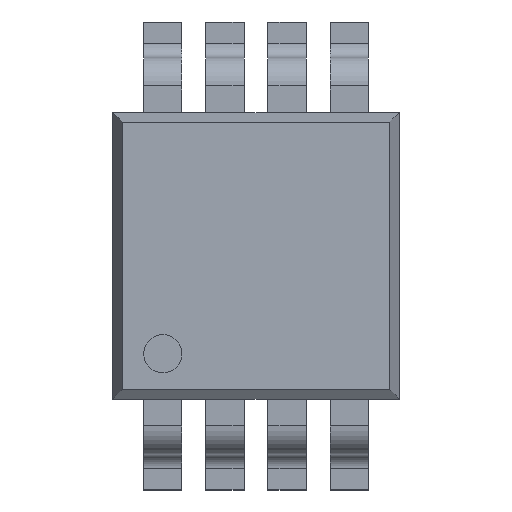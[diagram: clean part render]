
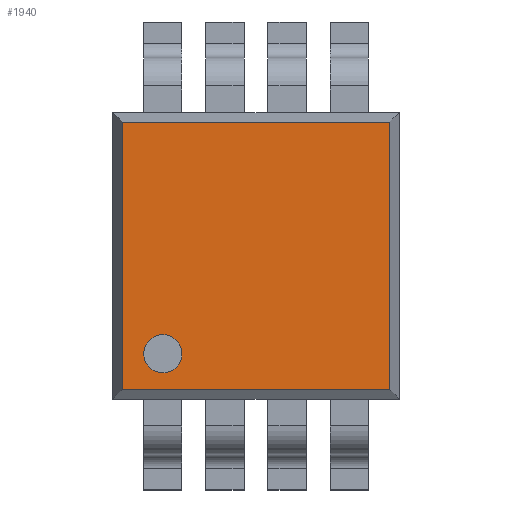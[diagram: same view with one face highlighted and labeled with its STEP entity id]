
A CAD part, top view. The second image highlights one B-rep face of the part: STEP entity #1940.
In plain terms, the highlighted planar face has unit normal (0, 0, 1).
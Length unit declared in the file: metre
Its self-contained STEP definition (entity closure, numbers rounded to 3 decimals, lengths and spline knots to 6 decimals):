
#135=CIRCLE('',#2240,0.0002);
#633=ORIENTED_EDGE('',*,*,#929,.T.);
#634=ORIENTED_EDGE('',*,*,#930,.T.);
#635=ORIENTED_EDGE('',*,*,#931,.T.);
#636=ORIENTED_EDGE('',*,*,#932,.T.);
#637=ORIENTED_EDGE('',*,*,#933,.T.);
#929=EDGE_CURVE('',#1115,#1116,#1313,.T.);
#930=EDGE_CURVE('',#1116,#1117,#1314,.T.);
#931=EDGE_CURVE('',#1117,#1118,#1315,.T.);
#932=EDGE_CURVE('',#1118,#1115,#1316,.T.);
#933=EDGE_CURVE('',#1119,#1119,#135,.F.);
#1115=VERTEX_POINT('',#3362);
#1116=VERTEX_POINT('',#3363);
#1117=VERTEX_POINT('',#3365);
#1118=VERTEX_POINT('',#3367);
#1119=VERTEX_POINT('',#3370);
#1313=LINE('',#3361,#1517);
#1314=LINE('',#3364,#1518);
#1315=LINE('',#3366,#1519);
#1316=LINE('',#3368,#1520);
#1517=VECTOR('',#2789,1.);
#1518=VECTOR('',#2790,1.);
#1519=VECTOR('',#2791,1.);
#1520=VECTOR('',#2792,1.);
#1633=EDGE_LOOP('',(#633,#634,#635,#636));
#1634=EDGE_LOOP('',(#637));
#1747=FACE_BOUND('',#1633,.T.);
#1748=FACE_BOUND('',#1634,.T.);
#1829=PLANE('',#2239);
#1940=ADVANCED_FACE('',(#1747,#1748),#1829,.T.);
#2239=AXIS2_PLACEMENT_3D('',#3360,#2787,#2788);
#2240=AXIS2_PLACEMENT_3D('',#3369,#2793,#2794);
#2787=DIRECTION('',(0.,0.,1.));
#2788=DIRECTION('',(1.,0.,0.));
#2789=DIRECTION('',(0.,1.,0.));
#2790=DIRECTION('',(-1.,0.,0.));
#2791=DIRECTION('',(0.,-1.,0.));
#2792=DIRECTION('',(1.,0.,0.));
#2793=DIRECTION('',(0.,0.,1.));
#2794=DIRECTION('',(1.,0.,0.));
#3360=CARTESIAN_POINT('',(0.,0.,0.001));
#3361=CARTESIAN_POINT('',(0.0014,0.,0.001));
#3362=CARTESIAN_POINT('',(0.0014,-0.0014,0.001));
#3363=CARTESIAN_POINT('',(0.0014,0.0014,0.001));
#3364=CARTESIAN_POINT('',(0.,0.0014,0.001));
#3365=CARTESIAN_POINT('',(-0.0014,0.0014,0.001));
#3366=CARTESIAN_POINT('',(-0.0014,-0.0015,0.001));
#3367=CARTESIAN_POINT('',(-0.0014,-0.0014,0.001));
#3368=CARTESIAN_POINT('',(0.0015,-0.0014,0.001));
#3369=CARTESIAN_POINT('',(-0.000975,-0.001025,0.001));
#3370=CARTESIAN_POINT('',(-0.000775,-0.001025,0.001));
